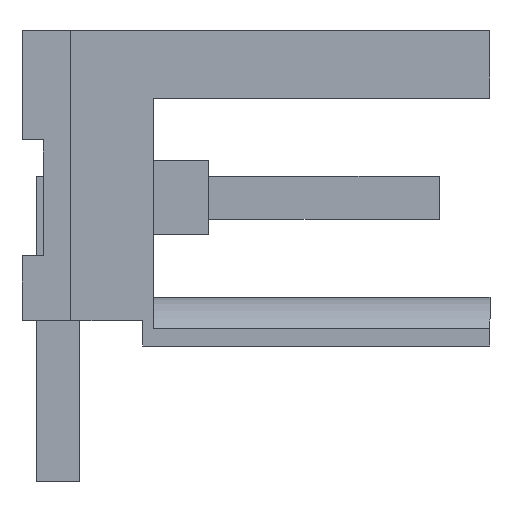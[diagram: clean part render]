
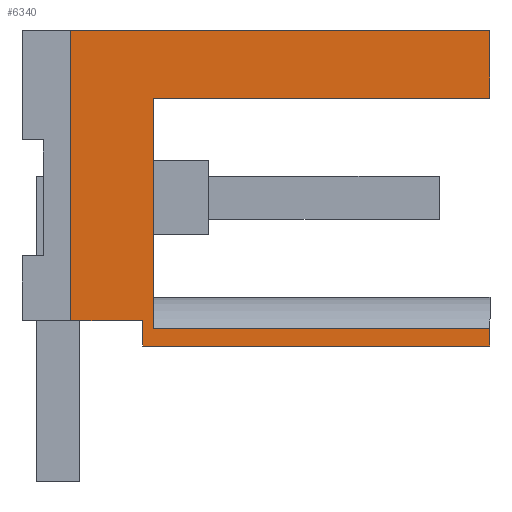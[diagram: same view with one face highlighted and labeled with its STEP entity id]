
A CAD part, left-side view. The second image highlights one B-rep face of the part: STEP entity #6340.
In plain terms, the highlighted planar face has unit normal (-1, 0, 0).
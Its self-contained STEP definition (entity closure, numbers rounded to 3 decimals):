
#6326=AXIS2_PLACEMENT_3D('Plane Axis2P3D',#6323,#6324,#6325) ;
#5940=CARTESIAN_POINT('Vertex',(0.,9.9,3.8)) ;
#5947=CARTESIAN_POINT('Vertex',(0.,8.2,3.8)) ;
#5950=CARTESIAN_POINT('Line Origine',(0.,9.05,3.8)) ;
#6010=CARTESIAN_POINT('Line Origine',(0.,8.2,3.5)) ;
#6014=CARTESIAN_POINT('Vertex',(0.,8.2,3.2)) ;
#6038=CARTESIAN_POINT('Vertex',(0.,0.,3.2)) ;
#6041=CARTESIAN_POINT('Line Origine',(0.,4.1,3.2)) ;
#6057=CARTESIAN_POINT('Vertex',(0.,0.,9.05)) ;
#6064=CARTESIAN_POINT('Vertex',(0.,0.,10.65)) ;
#6067=CARTESIAN_POINT('Line Origine',(0.,0.,9.85)) ;
#6084=CARTESIAN_POINT('Vertex',(0.,0.,3.611)) ;
#6087=CARTESIAN_POINT('Line Origine',(0.,0.,3.406)) ;
#6115=CARTESIAN_POINT('Line Origine',(0.,4.95,10.65)) ;
#6119=CARTESIAN_POINT('Vertex',(0.,9.9,10.65)) ;
#6201=CARTESIAN_POINT('Vertex',(0.,7.95,3.611)) ;
#6208=CARTESIAN_POINT('Vertex',(0.,7.95,9.05)) ;
#6211=CARTESIAN_POINT('Line Origine',(0.,7.95,6.331)) ;
#6277=CARTESIAN_POINT('Line Origine',(0.,3.975,9.05)) ;
#6294=CARTESIAN_POINT('Line Origine',(0.,3.975,3.611)) ;
#6311=CARTESIAN_POINT('Line Origine',(0.,9.9,7.225)) ;
#6323=CARTESIAN_POINT('Axis2P3D Location',(0.,4.95,6.925)) ;
#5951=DIRECTION('Vector Direction',(0.,-1.,0.)) ;
#6011=DIRECTION('Vector Direction',(0.,0.,-1.)) ;
#6042=DIRECTION('Vector Direction',(0.,1.,0.)) ;
#6068=DIRECTION('Vector Direction',(0.,0.,-1.)) ;
#6088=DIRECTION('Vector Direction',(0.,0.,-1.)) ;
#6116=DIRECTION('Vector Direction',(0.,1.,0.)) ;
#6212=DIRECTION('Vector Direction',(0.,0.,-1.)) ;
#6278=DIRECTION('Vector Direction',(0.,-1.,0.)) ;
#6295=DIRECTION('Vector Direction',(0.,-1.,0.)) ;
#6312=DIRECTION('Vector Direction',(0.,0.,1.)) ;
#6324=DIRECTION('Axis2P3D Direction',(1.,0.,-0.)) ;
#6325=DIRECTION('Axis2P3D XDirection',(-0.,1.,0.)) ;
#5952=VECTOR('Line Direction',#5951,1.) ;
#6012=VECTOR('Line Direction',#6011,1.) ;
#6043=VECTOR('Line Direction',#6042,1.) ;
#6069=VECTOR('Line Direction',#6068,1.) ;
#6089=VECTOR('Line Direction',#6088,1.) ;
#6117=VECTOR('Line Direction',#6116,1.) ;
#6213=VECTOR('Line Direction',#6212,1.) ;
#6279=VECTOR('Line Direction',#6278,1.) ;
#6296=VECTOR('Line Direction',#6295,1.) ;
#6313=VECTOR('Line Direction',#6312,1.) ;
#6329=ORIENTED_EDGE('',*,*,#6016,.T.) ;
#6330=ORIENTED_EDGE('',*,*,#6045,.F.) ;
#6331=ORIENTED_EDGE('',*,*,#6091,.F.) ;
#6332=ORIENTED_EDGE('',*,*,#6298,.F.) ;
#6333=ORIENTED_EDGE('',*,*,#6215,.F.) ;
#6334=ORIENTED_EDGE('',*,*,#6281,.T.) ;
#6335=ORIENTED_EDGE('',*,*,#6071,.F.) ;
#6336=ORIENTED_EDGE('',*,*,#6121,.T.) ;
#6337=ORIENTED_EDGE('',*,*,#6315,.F.) ;
#6338=ORIENTED_EDGE('',*,*,#5954,.T.) ;
#6340=ADVANCED_FACE('HOUSING',(#6339),#6327,.F.) ;
#5954=EDGE_CURVE('',#5941,#5948,#5953,.T.) ;
#6016=EDGE_CURVE('',#5948,#6015,#6013,.T.) ;
#6045=EDGE_CURVE('',#6039,#6015,#6044,.T.) ;
#6071=EDGE_CURVE('',#6065,#6058,#6070,.T.) ;
#6091=EDGE_CURVE('',#6085,#6039,#6090,.T.) ;
#6121=EDGE_CURVE('',#6065,#6120,#6118,.T.) ;
#6215=EDGE_CURVE('',#6209,#6202,#6214,.T.) ;
#6281=EDGE_CURVE('',#6209,#6058,#6280,.T.) ;
#6298=EDGE_CURVE('',#6202,#6085,#6297,.T.) ;
#6315=EDGE_CURVE('',#5941,#6120,#6314,.T.) ;
#6328=EDGE_LOOP('',(#6329,#6330,#6331,#6332,#6333,#6334,#6335,#6336,#6337,#6338)) ;
#6339=FACE_OUTER_BOUND('',#6328,.T.) ;
#5953=LINE('Line',#5950,#5952) ;
#6013=LINE('Line',#6010,#6012) ;
#6044=LINE('Line',#6041,#6043) ;
#6070=LINE('Line',#6067,#6069) ;
#6090=LINE('Line',#6087,#6089) ;
#6118=LINE('Line',#6115,#6117) ;
#6214=LINE('Line',#6211,#6213) ;
#6280=LINE('Line',#6277,#6279) ;
#6297=LINE('Line',#6294,#6296) ;
#6314=LINE('Line',#6311,#6313) ;
#6327=PLANE('',#6326) ;
#5941=VERTEX_POINT('',#5940) ;
#5948=VERTEX_POINT('',#5947) ;
#6015=VERTEX_POINT('',#6014) ;
#6039=VERTEX_POINT('',#6038) ;
#6058=VERTEX_POINT('',#6057) ;
#6065=VERTEX_POINT('',#6064) ;
#6085=VERTEX_POINT('',#6084) ;
#6120=VERTEX_POINT('',#6119) ;
#6202=VERTEX_POINT('',#6201) ;
#6209=VERTEX_POINT('',#6208) ;
